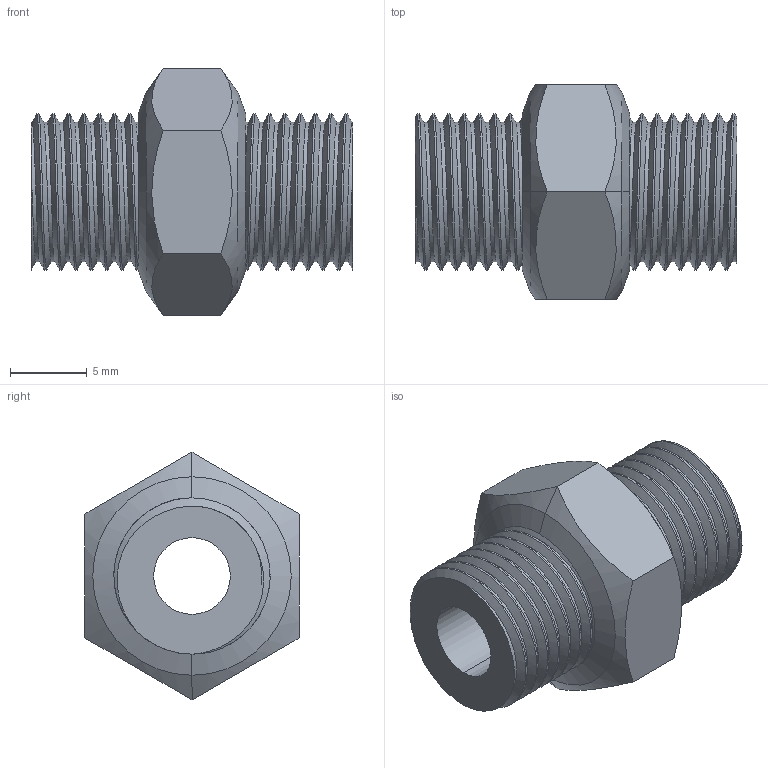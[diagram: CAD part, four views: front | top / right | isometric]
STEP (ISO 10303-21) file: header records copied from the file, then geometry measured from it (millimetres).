
FILE_DESCRIPTION (( 'STEP AP203' ), '1' );
FILE_NAME ('3D_R-207-ZK_1-2_17142610.STEP', '2024-08-20T09:28:10', ( '' ), ( '' ), 'SwSTEP 2.0', 'SolidWorks 2024', '' );
FILE_SCHEMA (( 'CONFIG_CONTROL_DESIGN' ));
Length unit declared in the file: millimetre
Products named in the file (1): 3D_R-207-ZK_1-2_17142610
Bounding box: 21 x 14 x 16.17 mm (x, y, z)
Volume: 1690.7 mm3; surface area: 1827.8 mm2
Topology: 2 solids, 2 shells, 63 faces, 164 edges, 104 vertices
Faces by surface type: cylinder 34, plane 13, cone 8, bspline 8
Entity records: 6093 total; most frequent: CARTESIAN_POINT 4718, ORIENTED_EDGE 328, DIRECTION 210, EDGE_CURVE 164, VERTEX_POINT 104, AXIS2_PLACEMENT_3D 78, EDGE_LOOP 68, ADVANCED_FACE 63
